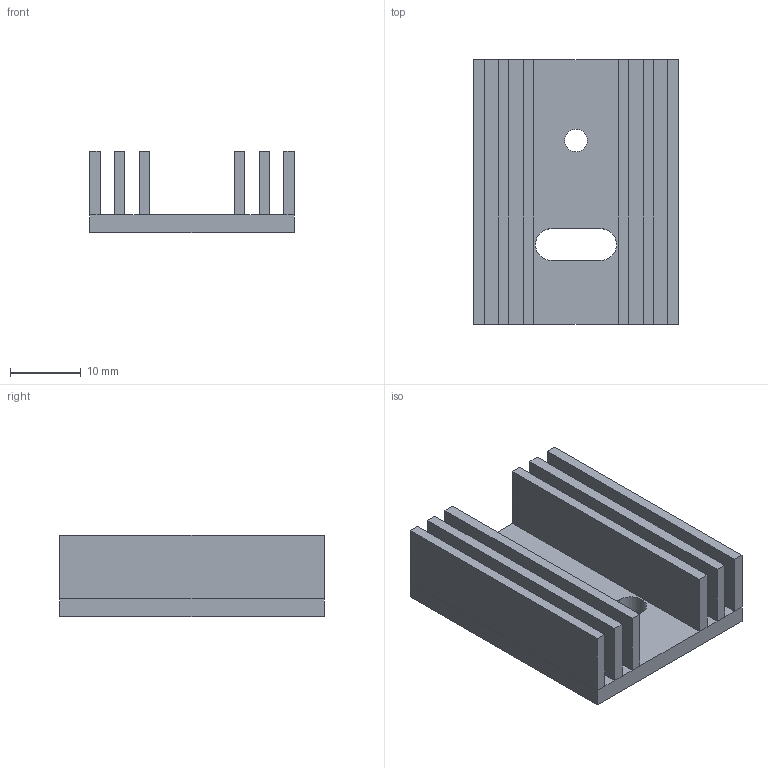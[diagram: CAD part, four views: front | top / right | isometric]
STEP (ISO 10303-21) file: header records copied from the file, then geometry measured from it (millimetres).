
FILE_DESCRIPTION(('FreeCAD Model'),'2;1');
FILE_NAME('Open CASCADE Shape Model','2021-03-25T15:29:33',('Author'),( ''),'Open CASCADE STEP processor 7.5','FreeCAD','Unknown');
FILE_SCHEMA(('AUTOMOTIVE_DESIGN { 1 0 10303 214 1 1 1 1 }'));
Length unit declared in the file: millimetre
Products named in the file (1): SK09_37.5
Bounding box: 29 x 37.5 x 11.5 mm (x, y, z)
Volume: 5617.6 mm3; surface area: 6704.1 mm2
Topology: 1 solids, 1 shells, 45 faces, 105 edges, 62 vertices
Faces by surface type: plane 42, cylinder 3
Full cylindrical faces by diameter (mm): 3.2 x1
Entity records: 1263 total; most frequent: CARTESIAN_POINT 213, ORIENTED_EDGE 210, DIRECTION 203, EDGE_CURVE 105, LINE 99, VECTOR 99, VERTEX_POINT 62, AXIS2_PLACEMENT_3D 52
